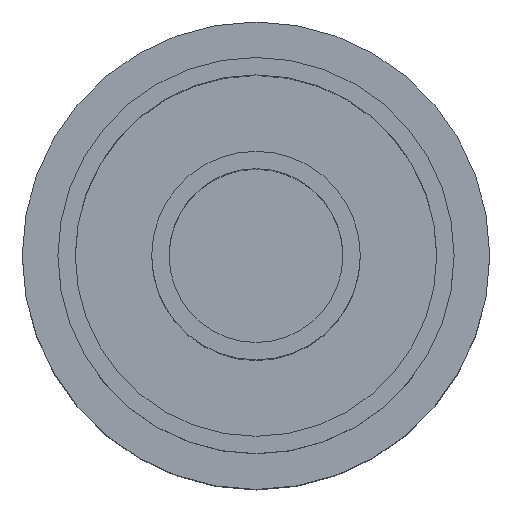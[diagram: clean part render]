
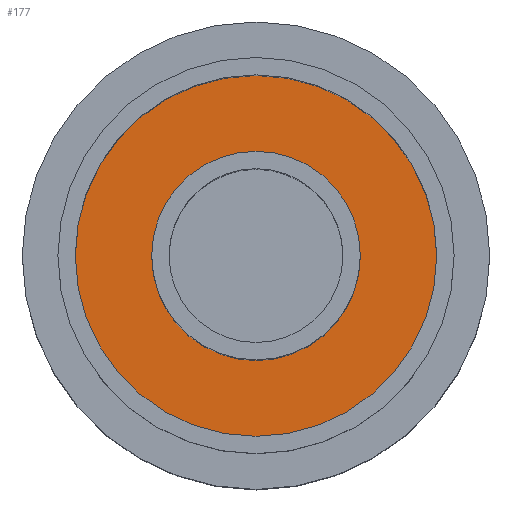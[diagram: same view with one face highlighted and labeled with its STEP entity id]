
A CAD part, top view. The second image highlights one B-rep face of the part: STEP entity #177.
In plain terms, the highlighted planar face has unit normal (0, 0, 1).
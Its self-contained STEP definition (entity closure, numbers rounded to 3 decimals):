
#15=FACE_BOUND('',#63,.T.);
#20=PLANE('',#208);
#48=FACE_OUTER_BOUND('',#62,.T.);
#62=EDGE_LOOP('',(#135));
#63=EDGE_LOOP('',(#136));
#82=CIRCLE('',#209,5.2);
#83=CIRCLE('',#210,3.);
#96=VERTEX_POINT('',#307);
#97=VERTEX_POINT('',#309);
#111=EDGE_CURVE('',#96,#96,#82,.T.);
#112=EDGE_CURVE('',#97,#97,#83,.T.);
#135=ORIENTED_EDGE('',*,*,#111,.T.);
#136=ORIENTED_EDGE('',*,*,#112,.T.);
#177=ADVANCED_FACE('',(#48,#15),#20,.F.);
#208=AXIS2_PLACEMENT_3D('',#306,#244,#245);
#209=AXIS2_PLACEMENT_3D('',#308,#246,#247);
#210=AXIS2_PLACEMENT_3D('',#310,#248,#249);
#244=DIRECTION('center_axis',(0.,0.,-1.));
#245=DIRECTION('ref_axis',(-1.,0.,0.));
#246=DIRECTION('center_axis',(0.,0.,1.));
#247=DIRECTION('ref_axis',(1.,0.,0.));
#248=DIRECTION('center_axis',(0.,0.,-1.));
#249=DIRECTION('ref_axis',(1.,0.,0.));
#306=CARTESIAN_POINT('Origin',(0.,0.,-11.));
#307=CARTESIAN_POINT('',(-5.2,0.,-11.));
#308=CARTESIAN_POINT('Origin',(0.,0.,-11.));
#309=CARTESIAN_POINT('',(-3.,0.,-11.));
#310=CARTESIAN_POINT('Origin',(0.,0.,-11.));
